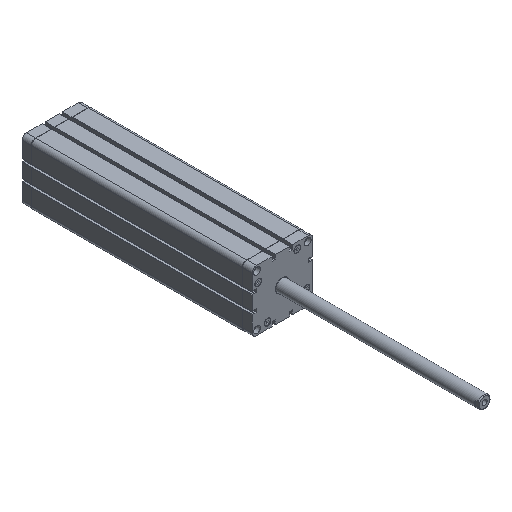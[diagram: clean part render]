
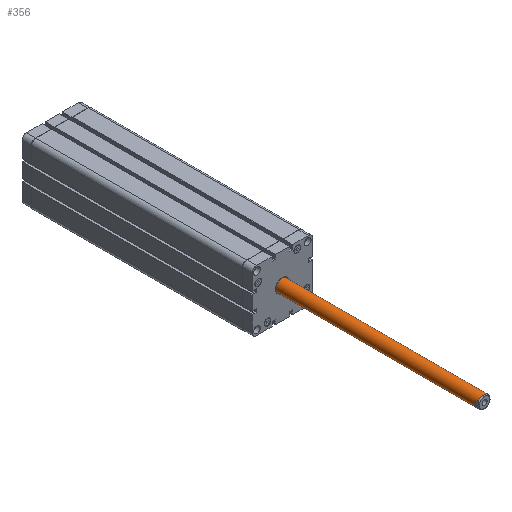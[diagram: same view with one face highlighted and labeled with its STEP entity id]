
A CAD part, isometric view. The second image highlights one B-rep face of the part: STEP entity #356.
In plain terms, the highlighted cylindrical face has radius 12.5 mm (diameter 25 mm), a full revolution.
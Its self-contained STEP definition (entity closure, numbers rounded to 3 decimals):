
#110=CARTESIAN_POINT('',(-11.,-636.25,5.937));
#111=VERTEX_POINT('',#110);
#112=CARTESIAN_POINT('',(-11.,-641.45,5.937));
#113=VERTEX_POINT('',#112);
#114=CARTESIAN_POINT('',(-11.,-636.25,5.937));
#115=DIRECTION('',(0.0,-1.0,0.0));
#116=VECTOR('',#115,5.2);
#117=LINE('',#114,#116);
#118=EDGE_CURVE('',#111,#113,#117,.T.);
#120=CARTESIAN_POINT('',(-11.,-636.25,-5.937));
#121=VERTEX_POINT('',#120);
#128=CARTESIAN_POINT('',(-11.,-641.45,-5.937));
#129=VERTEX_POINT('',#128);
#130=CARTESIAN_POINT('',(-11.,-641.45,-5.937));
#131=DIRECTION('',(0.0,1.0,0.0));
#132=VECTOR('',#131,5.2);
#133=LINE('',#130,#132);
#134=EDGE_CURVE('',#129,#121,#133,.T.);
#169=CARTESIAN_POINT('',(0.0,-647.25,0.0));
#170=DIRECTION('',(0.707,0.707,0.0));
#171=DIRECTION('',(0.707,-0.707,0.0));
#172=AXIS2_PLACEMENT_3D('',#169,#170,#171);
#173=ELLIPSE('',#172,17.678,12.5);
#174=EDGE_CURVE('',#121,#111,#173,.T.);
#185=CARTESIAN_POINT('',(11.,-636.25,-5.937));
#186=VERTEX_POINT('',#185);
#187=CARTESIAN_POINT('',(11.,-641.45,-5.937));
#188=VERTEX_POINT('',#187);
#189=CARTESIAN_POINT('',(11.,-636.25,-5.937));
#190=DIRECTION('',(0.0,-1.0,0.0));
#191=VECTOR('',#190,5.2);
#192=LINE('',#189,#191);
#193=EDGE_CURVE('',#186,#188,#192,.T.);
#195=CARTESIAN_POINT('',(11.,-636.25,5.937));
#196=VERTEX_POINT('',#195);
#203=CARTESIAN_POINT('',(11.,-641.45,5.937));
#204=VERTEX_POINT('',#203);
#205=CARTESIAN_POINT('',(11.,-641.45,5.937));
#206=DIRECTION('',(0.0,1.0,0.0));
#207=VECTOR('',#206,5.2);
#208=LINE('',#205,#207);
#209=EDGE_CURVE('',#204,#196,#208,.T.);
#244=CARTESIAN_POINT('',(0.0,-647.25,0.0));
#245=DIRECTION('',(-0.707,0.707,0.0));
#246=DIRECTION('',(0.707,0.707,0.0));
#247=AXIS2_PLACEMENT_3D('',#244,#245,#246);
#248=ELLIPSE('',#247,17.678,12.5);
#249=EDGE_CURVE('',#196,#186,#248,.T.);
#272=CARTESIAN_POINT('',(0.0,-641.45,0.0));
#273=DIRECTION('',(0.0,-1.0,0.0));
#274=DIRECTION('',(1.0,0.0,0.0));
#275=AXIS2_PLACEMENT_3D('',#272,#273,#274);
#276=CIRCLE('',#275,12.5);
#277=EDGE_CURVE('',#129,#188,#276,.T.);
#280=CARTESIAN_POINT('',(0.0,-641.45,0.0));
#281=DIRECTION('',(0.0,-1.0,0.0));
#282=DIRECTION('',(1.0,0.0,0.0));
#283=AXIS2_PLACEMENT_3D('',#280,#281,#282);
#284=CIRCLE('',#283,12.5);
#285=EDGE_CURVE('',#204,#113,#284,.T.);
#326=CARTESIAN_POINT('',(12.5,-232.25,0.0));
#327=VERTEX_POINT('',#326);
#328=CARTESIAN_POINT('',(0.0,-232.25,0.0));
#329=DIRECTION('',(0.0,1.0,0.0));
#330=DIRECTION('',(1.0,0.0,0.0));
#331=AXIS2_PLACEMENT_3D('',#328,#329,#330);
#332=CIRCLE('',#331,12.5);
#333=EDGE_CURVE('',#327,#327,#332,.T.);
#338=CARTESIAN_POINT('',(0.0,-437.35,0.0));
#339=DIRECTION('',(0.0,-1.0,0.0));
#340=DIRECTION('',(1.0,0.0,0.0));
#341=AXIS2_PLACEMENT_3D('',#338,#339,#340);
#342=CYLINDRICAL_SURFACE('',#341,12.5);
#343=ORIENTED_EDGE('',*,*,#118,.T.);
#344=ORIENTED_EDGE('',*,*,#285,.F.);
#345=ORIENTED_EDGE('',*,*,#209,.T.);
#346=ORIENTED_EDGE('',*,*,#249,.T.);
#347=ORIENTED_EDGE('',*,*,#193,.T.);
#348=ORIENTED_EDGE('',*,*,#277,.F.);
#349=ORIENTED_EDGE('',*,*,#134,.T.);
#350=ORIENTED_EDGE('',*,*,#174,.T.);
#351=EDGE_LOOP('',(#343,#344,#345,#346,#347,#348,#349,#350));
#352=FACE_OUTER_BOUND('',#351,.T.);
#353=ORIENTED_EDGE('',*,*,#333,.F.);
#354=EDGE_LOOP('',(#353));
#355=FACE_BOUND('',#354,.T.);
#356=ADVANCED_FACE('',(#352,#355),#342,.T.);
